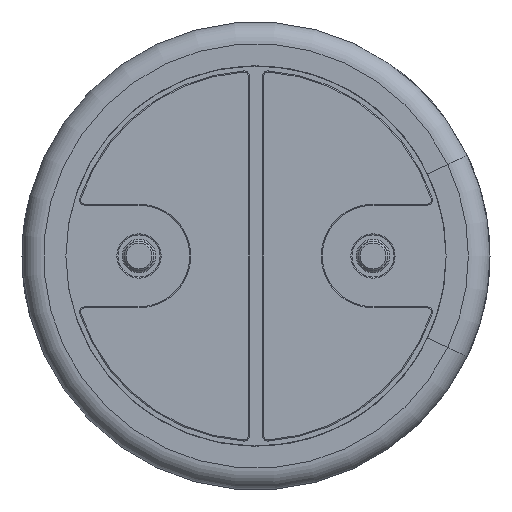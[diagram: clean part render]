
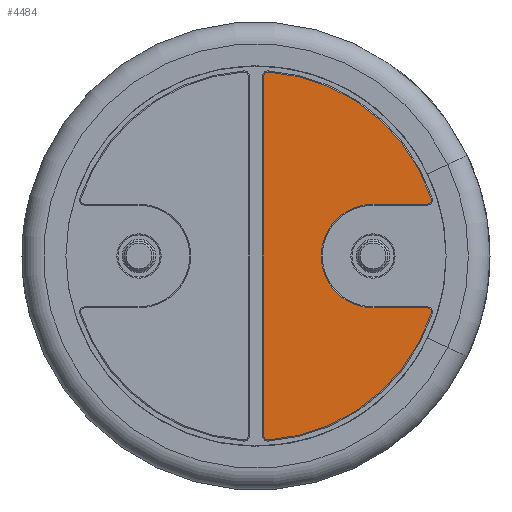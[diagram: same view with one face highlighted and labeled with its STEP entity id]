
A CAD part, front view. The second image highlights one B-rep face of the part: STEP entity #4484.
In plain terms, the highlighted planar face has unit normal (0, -1, 0).
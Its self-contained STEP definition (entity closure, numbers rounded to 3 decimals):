
#20=PLANE('',#4818);
#229=CIRCLE('',#4783,0.077);
#232=CIRCLE('',#4788,0.077);
#235=CIRCLE('',#4792,3.152);
#238=CIRCLE('',#4796,0.077);
#242=CIRCLE('',#4802,0.885);
#246=CIRCLE('',#4808,0.077);
#248=CIRCLE('',#4811,3.152);
#452=FACE_OUTER_BOUND('',#657,.T.);
#657=EDGE_LOOP('',(#3691,#3692,#3693,#3694,#3695,#3696,#3697,#3698,#3699,
#3700));
#861=LINE('',#8849,#1049);
#863=LINE('',#8873,#1051);
#865=LINE('',#8885,#1053);
#1049=VECTOR('',#5492,10.);
#1051=VECTOR('',#5522,10.);
#1053=VECTOR('',#5536,10.);
#1881=VERTEX_POINT('',#8837);
#1884=VERTEX_POINT('',#8842);
#1886=VERTEX_POINT('',#8847);
#1888=VERTEX_POINT('',#8853);
#1890=VERTEX_POINT('',#8859);
#1892=VERTEX_POINT('',#8865);
#1894=VERTEX_POINT('',#8871);
#1896=VERTEX_POINT('',#8877);
#1898=VERTEX_POINT('',#8883);
#1900=VERTEX_POINT('',#8889);
#2496=EDGE_CURVE('',#1884,#1881,#229,.T.);
#2498=EDGE_CURVE('',#1886,#1884,#861,.T.);
#2501=EDGE_CURVE('',#1888,#1886,#232,.T.);
#2504=EDGE_CURVE('',#1890,#1888,#235,.T.);
#2507=EDGE_CURVE('',#1892,#1890,#238,.T.);
#2510=EDGE_CURVE('',#1894,#1892,#863,.T.);
#2513=EDGE_CURVE('',#1896,#1894,#242,.T.);
#2516=EDGE_CURVE('',#1898,#1896,#865,.T.);
#2519=EDGE_CURVE('',#1900,#1898,#246,.T.);
#2521=EDGE_CURVE('',#1881,#1900,#248,.T.);
#3691=ORIENTED_EDGE('',*,*,#2496,.F.);
#3692=ORIENTED_EDGE('',*,*,#2498,.F.);
#3693=ORIENTED_EDGE('',*,*,#2501,.F.);
#3694=ORIENTED_EDGE('',*,*,#2504,.F.);
#3695=ORIENTED_EDGE('',*,*,#2507,.F.);
#3696=ORIENTED_EDGE('',*,*,#2510,.F.);
#3697=ORIENTED_EDGE('',*,*,#2513,.F.);
#3698=ORIENTED_EDGE('',*,*,#2516,.F.);
#3699=ORIENTED_EDGE('',*,*,#2519,.F.);
#3700=ORIENTED_EDGE('',*,*,#2521,.F.);
#4484=ADVANCED_FACE('',(#452),#20,.F.);
#4783=AXIS2_PLACEMENT_3D('',#8844,#5486,#5487);
#4788=AXIS2_PLACEMENT_3D('',#8855,#5498,#5499);
#4792=AXIS2_PLACEMENT_3D('',#8861,#5506,#5507);
#4796=AXIS2_PLACEMENT_3D('',#8867,#5514,#5515);
#4802=AXIS2_PLACEMENT_3D('',#8879,#5528,#5529);
#4808=AXIS2_PLACEMENT_3D('',#8891,#5542,#5543);
#4811=AXIS2_PLACEMENT_3D('',#8894,#5548,#5549);
#4818=AXIS2_PLACEMENT_3D('',#8907,#5568,#5569);
#5486=DIRECTION('center_axis',(0.,1.,0.));
#5487=DIRECTION('ref_axis',(-0.683,0.,0.73));
#5492=DIRECTION('',(0.,0.,1.));
#5498=DIRECTION('center_axis',(0.,1.,0.));
#5499=DIRECTION('ref_axis',(-0.683,0.,-0.73));
#5506=DIRECTION('center_axis',(0.,1.,0.));
#5507=DIRECTION('ref_axis',(0.613,0.,-0.79));
#5514=DIRECTION('center_axis',(0.,1.,0.));
#5515=DIRECTION('ref_axis',(0.81,0.,0.586));
#5522=DIRECTION('',(1.,0.,0.));
#5528=DIRECTION('center_axis',(0.,-1.,0.));
#5529=DIRECTION('ref_axis',(-1.,0.,0.));
#5536=DIRECTION('',(-1.,0.,0.));
#5542=DIRECTION('center_axis',(0.,1.,0.));
#5543=DIRECTION('ref_axis',(0.81,0.,-0.586));
#5548=DIRECTION('center_axis',(0.,1.,0.));
#5549=DIRECTION('ref_axis',(0.613,0.,0.79));
#5568=DIRECTION('center_axis',(0.,1.,0.));
#5569=DIRECTION('ref_axis',(0.,0.,1.));
#8837=CARTESIAN_POINT('',(0.21,-0.05,3.145));
#8842=CARTESIAN_POINT('',(0.128,-0.05,3.068));
#8844=CARTESIAN_POINT('Origin',(0.205,-0.05,3.068));
#8847=CARTESIAN_POINT('',(0.128,-0.05,-3.068));
#8849=CARTESIAN_POINT('',(0.128,-0.05,1.534));
#8853=CARTESIAN_POINT('',(0.21,-0.05,-3.145));
#8855=CARTESIAN_POINT('Origin',(0.205,-0.05,-3.068));
#8859=CARTESIAN_POINT('',(2.994,-0.05,-0.986));
#8861=CARTESIAN_POINT('Origin',(0.,-0.05,0.));
#8865=CARTESIAN_POINT('',(2.921,-0.05,-0.885));
#8867=CARTESIAN_POINT('Origin',(2.921,-0.05,-0.962));
#8871=CARTESIAN_POINT('',(2.,-0.05,-0.885));
#8873=CARTESIAN_POINT('',(2.242,-0.05,-0.885));
#8877=CARTESIAN_POINT('',(2.,-0.05,0.885));
#8879=CARTESIAN_POINT('Origin',(2.,-0.05,0.));
#8883=CARTESIAN_POINT('',(2.921,-0.05,0.885));
#8885=CARTESIAN_POINT('',(1.781,-0.05,0.885));
#8889=CARTESIAN_POINT('',(2.994,-0.05,0.986));
#8891=CARTESIAN_POINT('Origin',(2.921,-0.05,0.962));
#8894=CARTESIAN_POINT('Origin',(0.,-0.05,0.));
#8907=CARTESIAN_POINT('Origin',(1.563,-0.05,0.));
